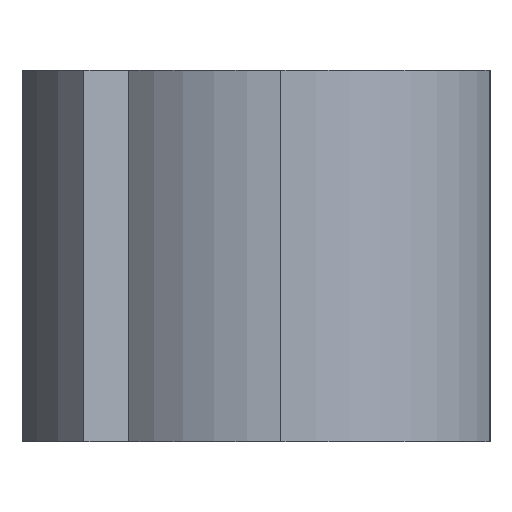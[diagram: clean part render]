
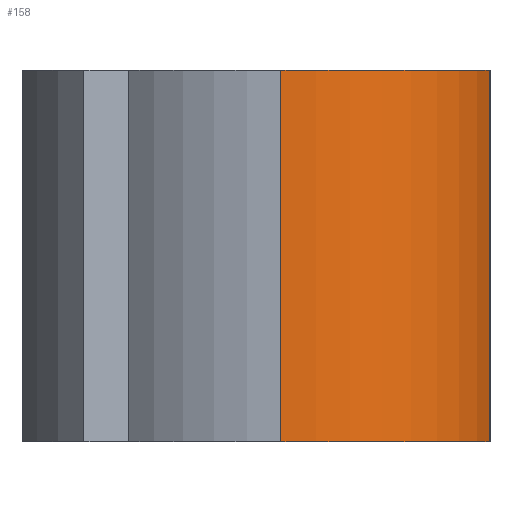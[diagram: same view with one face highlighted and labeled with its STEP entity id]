
A CAD part, left-side view. The second image highlights one B-rep face of the part: STEP entity #158.
In plain terms, the highlighted cylindrical face has radius 17.5 mm (diameter 35 mm), a partial arc.
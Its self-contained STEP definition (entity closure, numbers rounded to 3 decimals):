
#11 = VECTOR ( 'NONE', #590, 1000. ) ;
#19 = CIRCLE ( 'NONE', #586, 17.5 ) ;
#67 = LINE ( 'NONE', #591, #11 ) ;
#122 = VERTEX_POINT ( 'NONE', #181 ) ;
#146 = DIRECTION ( 'NONE',  ( 0., 0., -1. ) ) ;
#154 = ORIENTED_EDGE ( 'NONE', *, *, #1022, .F. ) ;
#158 = ADVANCED_FACE ( 'NONE', ( #1166 ), #459, .T. ) ;
#180 = LINE ( 'NONE', #876, #1304 ) ;
#181 = CARTESIAN_POINT ( 'NONE',  ( -22.507, -53.767, 0. ) ) ;
#296 = VERTEX_POINT ( 'NONE', #1301 ) ;
#400 = CARTESIAN_POINT ( 'NONE',  ( -5.007, -53.767, 30. ) ) ;
#413 = DIRECTION ( 'NONE',  ( -1., 0., 0. ) ) ;
#430 = CARTESIAN_POINT ( 'NONE',  ( -9.875, -70.577, 30. ) ) ;
#459 = CYLINDRICAL_SURFACE ( 'NONE', #925, 17.5 ) ;
#521 = CARTESIAN_POINT ( 'NONE',  ( -5.007, -53.767, 30. ) ) ;
#527 = ORIENTED_EDGE ( 'NONE', *, *, #965, .F. ) ;
#563 = CARTESIAN_POINT ( 'NONE',  ( -9.875, -70.577, 0. ) ) ;
#586 = AXIS2_PLACEMENT_3D ( 'NONE', #753, #751, #749 ) ;
#590 = DIRECTION ( 'NONE',  ( 0., 0., -1. ) ) ;
#591 = CARTESIAN_POINT ( 'NONE',  ( -22.507, -53.767, 30. ) ) ;
#664 = AXIS2_PLACEMENT_3D ( 'NONE', #400, #1224, #1259 ) ;
#697 = ORIENTED_EDGE ( 'NONE', *, *, #1238, .T. ) ;
#699 = ORIENTED_EDGE ( 'NONE', *, *, #1188, .T. ) ;
#720 = VERTEX_POINT ( 'NONE', #430 ) ;
#749 = DIRECTION ( 'NONE',  ( 1., 0., 0. ) ) ;
#751 = DIRECTION ( 'NONE',  ( 0., 0., 1. ) ) ;
#753 = CARTESIAN_POINT ( 'NONE',  ( -5.007, -53.767, 0. ) ) ;
#876 = CARTESIAN_POINT ( 'NONE',  ( -9.875, -70.577, 30. ) ) ;
#887 = CIRCLE ( 'NONE', #664, 17.5 ) ;
#925 = AXIS2_PLACEMENT_3D ( 'NONE', #521, #146, #413 ) ;
#928 = EDGE_LOOP ( 'NONE', ( #154, #697, #699, #527 ) ) ;
#965 = EDGE_CURVE ( 'NONE', #720, #1247, #180, .T. ) ;
#1022 = EDGE_CURVE ( 'NONE', #296, #720, #887, .T. ) ;
#1033 = DIRECTION ( 'NONE',  ( 0., 0., -1. ) ) ;
#1166 = FACE_OUTER_BOUND ( 'NONE', #928, .T. ) ;
#1188 = EDGE_CURVE ( 'NONE', #122, #1247, #19, .T. ) ;
#1224 = DIRECTION ( 'NONE',  ( 0., 0., 1. ) ) ;
#1238 = EDGE_CURVE ( 'NONE', #296, #122, #67, .T. ) ;
#1247 = VERTEX_POINT ( 'NONE', #563 ) ;
#1259 = DIRECTION ( 'NONE',  ( 1., 0., 0. ) ) ;
#1301 = CARTESIAN_POINT ( 'NONE',  ( -22.507, -53.767, 30. ) ) ;
#1304 = VECTOR ( 'NONE', #1033, 1000. ) ;
